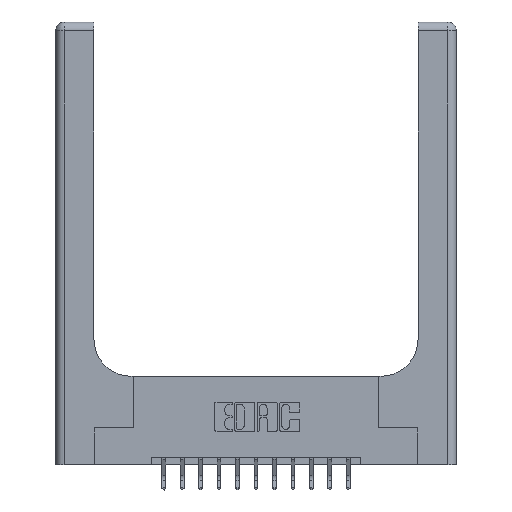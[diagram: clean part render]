
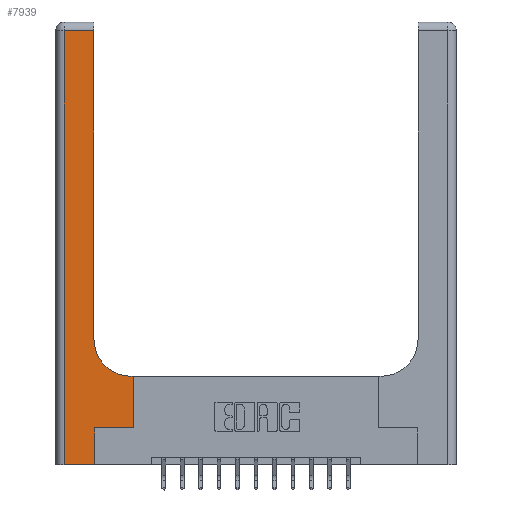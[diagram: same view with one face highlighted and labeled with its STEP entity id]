
A CAD part, top view. The second image highlights one B-rep face of the part: STEP entity #7939.
In plain terms, the highlighted planar face has unit normal (0, 0, 1).
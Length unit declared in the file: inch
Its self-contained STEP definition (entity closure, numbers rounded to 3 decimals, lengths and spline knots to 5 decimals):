
#103 = ORIENTED_EDGE ( 'NONE', *, *, #4420, .T. ) ;
#245 = CARTESIAN_POINT ( 'NONE',  ( 0.26, 0.6, 0.37 ) ) ;
#426 = DIRECTION ( 'NONE',  ( 1., 0., 0. ) ) ;
#525 = VERTEX_POINT ( 'NONE', #6642 ) ;
#738 = EDGE_LOOP ( 'NONE', ( #6713, #15236, #103, #11804, #2889, #9740, #5122, #10600, #7496 ) ) ;
#1003 = VECTOR ( 'NONE', #3419, 39.37008 ) ;
#1084 = CARTESIAN_POINT ( 'NONE',  ( 0., 0., 0.37 ) ) ;
#1624 = CARTESIAN_POINT ( 'NONE',  ( 0.265, 0., 0.37 ) ) ;
#1679 = DIRECTION ( 'NONE',  ( 0., 1., 0. ) ) ;
#1721 = EDGE_CURVE ( 'NONE', #8802, #15891, #9316, .T. ) ;
#1969 = DIRECTION ( 'NONE',  ( 0., 1., 0. ) ) ;
#2110 = VECTOR ( 'NONE', #426, 39.37008 ) ;
#2275 = DIRECTION ( 'NONE',  ( 0., 1., 0. ) ) ;
#2302 = LINE ( 'NONE', #14849, #4906 ) ;
#2504 = VECTOR ( 'NONE', #3818, 39.37008 ) ;
#2889 = ORIENTED_EDGE ( 'NONE', *, *, #15085, .T. ) ;
#2928 = CARTESIAN_POINT ( 'NONE',  ( 0.265, 0.25, 0.37 ) ) ;
#2931 = DIRECTION ( 'NONE',  ( 1., 0., 0. ) ) ;
#3002 = FACE_OUTER_BOUND ( 'NONE', #738, .T. ) ;
#3419 = DIRECTION ( 'NONE',  ( -1., 0., 0. ) ) ;
#3477 = PLANE ( 'NONE',  #12260 ) ;
#3818 = DIRECTION ( 'NONE',  ( 1., 0., 0. ) ) ;
#3977 = EDGE_CURVE ( 'NONE', #15825, #8802, #4932, .T. ) ;
#4017 = LINE ( 'NONE', #16358, #1003 ) ;
#4046 = DIRECTION ( 'NONE',  ( -1., 0., 0. ) ) ;
#4132 = EDGE_CURVE ( 'NONE', #7569, #525, #12024, .T. ) ;
#4347 = CARTESIAN_POINT ( 'NONE',  ( 0.51, 0.85, 0.37 ) ) ;
#4420 = EDGE_CURVE ( 'NONE', #6859, #7569, #14263, .T. ) ;
#4906 = VECTOR ( 'NONE', #1969, 39.37008 ) ;
#4932 = LINE ( 'NONE', #2928, #2110 ) ;
#5122 = ORIENTED_EDGE ( 'NONE', *, *, #1721, .T. ) ;
#5177 = CIRCLE ( 'NONE', #8335, 0.25 ) ;
#5539 = EDGE_CURVE ( 'NONE', #15891, #10755, #16073, .T. ) ;
#6642 = CARTESIAN_POINT ( 'NONE',  ( 0.265, 0., 0.37 ) ) ;
#6696 = DIRECTION ( 'NONE',  ( 0., 0., -1. ) ) ;
#6713 = ORIENTED_EDGE ( 'NONE', *, *, #13072, .T. ) ;
#6859 = VERTEX_POINT ( 'NONE', #10453 ) ;
#7156 = CARTESIAN_POINT ( 'NONE',  ( 0.528, 0.25, 0.37 ) ) ;
#7496 = ORIENTED_EDGE ( 'NONE', *, *, #11347, .T. ) ;
#7569 = VERTEX_POINT ( 'NONE', #8985 ) ;
#7617 = CARTESIAN_POINT ( 'NONE',  ( 0., 3., 0.37 ) ) ;
#7664 = VECTOR ( 'NONE', #1679, 39.37008 ) ;
#7924 = VECTOR ( 'NONE', #4046, 39.37008 ) ;
#7939 = ADVANCED_FACE ( 'NONE', ( #3002 ), #3477, .F. ) ;
#7981 = EDGE_CURVE ( 'NONE', #12827, #6859, #4017, .T. ) ;
#8259 = CARTESIAN_POINT ( 'NONE',  ( 0.51, 0.6, 0.37 ) ) ;
#8278 = CARTESIAN_POINT ( 'NONE',  ( 0.528, 0.25, 0.37 ) ) ;
#8332 = CARTESIAN_POINT ( 'NONE',  ( 0.265, 0.25, 0.37 ) ) ;
#8335 = AXIS2_PLACEMENT_3D ( 'NONE', #4347, #6696, #2931 ) ;
#8802 = VERTEX_POINT ( 'NONE', #8278 ) ;
#8985 = CARTESIAN_POINT ( 'NONE',  ( 0.06, 0., 0.37 ) ) ;
#9121 = DIRECTION ( 'NONE',  ( 0., 0., -1. ) ) ;
#9303 = LINE ( 'NONE', #1624, #7664 ) ;
#9316 = LINE ( 'NONE', #7156, #14206 ) ;
#9740 = ORIENTED_EDGE ( 'NONE', *, *, #3977, .T. ) ;
#9787 = VECTOR ( 'NONE', #9955, 39.37008 ) ;
#9955 = DIRECTION ( 'NONE',  ( 0., -1., 0. ) ) ;
#10201 = DIRECTION ( 'NONE',  ( -1., 0., 0. ) ) ;
#10453 = CARTESIAN_POINT ( 'NONE',  ( 0.06, 2.94, 0.37 ) ) ;
#10600 = ORIENTED_EDGE ( 'NONE', *, *, #5539, .T. ) ;
#10755 = VERTEX_POINT ( 'NONE', #8259 ) ;
#11347 = EDGE_CURVE ( 'NONE', #10755, #13961, #5177, .T. ) ;
#11804 = ORIENTED_EDGE ( 'NONE', *, *, #4132, .T. ) ;
#12024 = LINE ( 'NONE', #1084, #2504 ) ;
#12260 = AXIS2_PLACEMENT_3D ( 'NONE', #7617, #9121, #10201 ) ;
#12492 = CARTESIAN_POINT ( 'NONE',  ( 0.528, 0.6, 0.37 ) ) ;
#12827 = VERTEX_POINT ( 'NONE', #14221 ) ;
#13072 = EDGE_CURVE ( 'NONE', #13961, #12827, #2302, .T. ) ;
#13961 = VERTEX_POINT ( 'NONE', #15101 ) ;
#14035 = CARTESIAN_POINT ( 'NONE',  ( 0.06, 3., 0.37 ) ) ;
#14206 = VECTOR ( 'NONE', #2275, 39.37008 ) ;
#14221 = CARTESIAN_POINT ( 'NONE',  ( 0.26, 2.94, 0.37 ) ) ;
#14263 = LINE ( 'NONE', #14035, #9787 ) ;
#14849 = CARTESIAN_POINT ( 'NONE',  ( 0.26, 3., 0.37 ) ) ;
#15085 = EDGE_CURVE ( 'NONE', #525, #15825, #9303, .T. ) ;
#15101 = CARTESIAN_POINT ( 'NONE',  ( 0.26, 0.85, 0.37 ) ) ;
#15236 = ORIENTED_EDGE ( 'NONE', *, *, #7981, .T. ) ;
#15825 = VERTEX_POINT ( 'NONE', #8332 ) ;
#15891 = VERTEX_POINT ( 'NONE', #12492 ) ;
#16073 = LINE ( 'NONE', #245, #7924 ) ;
#16358 = CARTESIAN_POINT ( 'NONE',  ( 0., 2.94, 0.37 ) ) ;
